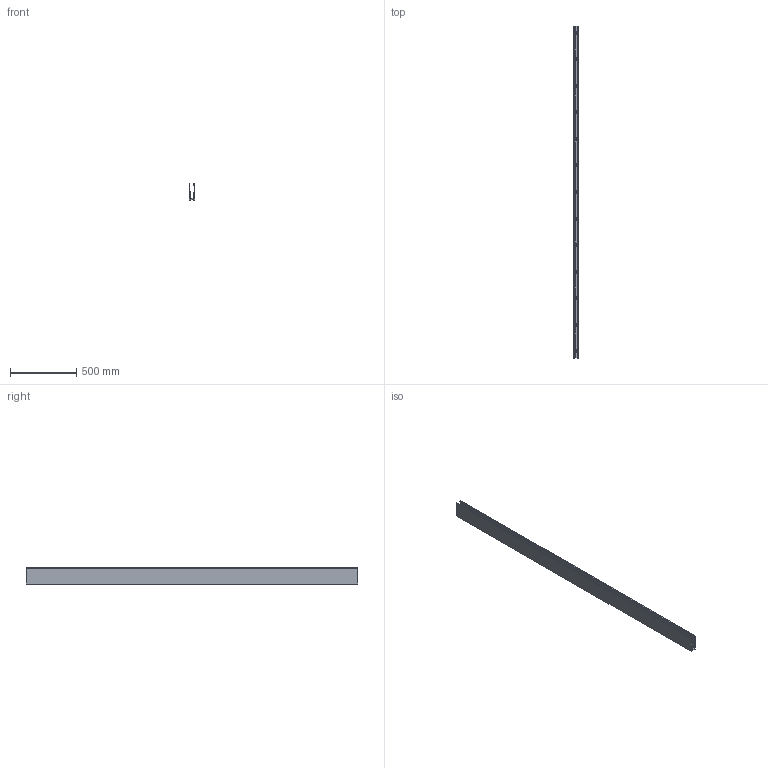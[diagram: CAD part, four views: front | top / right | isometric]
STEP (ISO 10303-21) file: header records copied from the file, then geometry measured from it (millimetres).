
FILE_DESCRIPTION (( 'STEP AP214' ), '1' );
FILE_NAME ('AL_0004-2500-S-E.STEP', '2021-08-25T11:51:46', ( '' ), ( '' ), 'SwSTEP 2.0', 'SolidWorks 2019', '' );
FILE_SCHEMA (( 'AUTOMOTIVE_DESIGN' ));
Length unit declared in the file: millimetre
Products named in the file (1): AL_0004-2500-S-E
Bounding box: 45 x 2500 x 120.52 mm (x, y, z)
Volume: 5246416.9 mm3; surface area: 1403898.5 mm2
Topology: 1 solids, 1 shells, 117 faces, 358 edges, 230 vertices
Faces by surface type: cylinder 60, plane 31, cone 26
Entity records: 4792 total; most frequent: CARTESIAN_POINT 1408, DIRECTION 740, ORIENTED_EDGE 716, EDGE_CURVE 358, AXIS2_PLACEMENT_3D 290, VERTEX_POINT 230, CIRCLE 172, LINE 160
